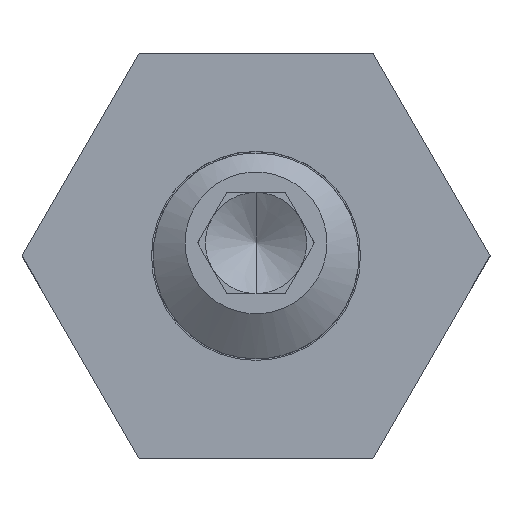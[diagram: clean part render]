
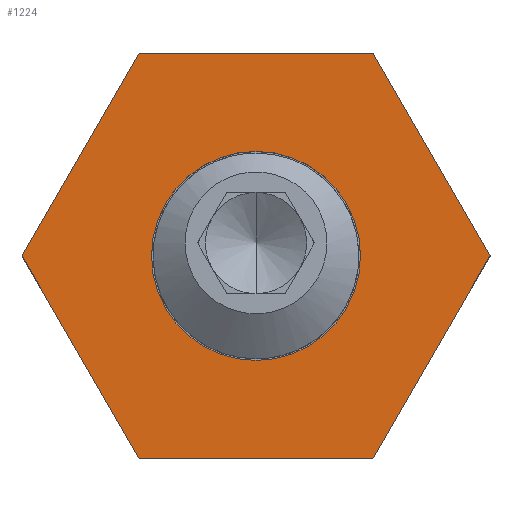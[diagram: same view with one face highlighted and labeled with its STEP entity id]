
A CAD part, top view. The second image highlights one B-rep face of the part: STEP entity #1224.
In plain terms, the highlighted planar face has unit normal (0, 0, 1).
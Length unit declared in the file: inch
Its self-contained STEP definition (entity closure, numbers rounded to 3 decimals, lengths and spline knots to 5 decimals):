
#2 = DIRECTION ( 'NONE',  ( 0., 0., -1. ) ) ;
#13 = VERTEX_POINT ( 'NONE', #123 ) ;
#16 = DIRECTION ( 'NONE',  ( -0.5, 0.866, 0. ) ) ;
#28 = CARTESIAN_POINT ( 'NONE',  ( -0.3605, 0., 0.18703 ) ) ;
#37 = VERTEX_POINT ( 'NONE', #1026 ) ;
#46 = EDGE_CURVE ( 'NONE', #37, #13, #557, .T. ) ;
#89 = ORIENTED_EDGE ( 'NONE', *, *, #351, .T. ) ;
#102 = LINE ( 'NONE', #217, #729 ) ;
#110 = VERTEX_POINT ( 'NONE', #434 ) ;
#111 = CARTESIAN_POINT ( 'NONE',  ( -0.18025, -0.3122, 0.18703 ) ) ;
#123 = CARTESIAN_POINT ( 'NONE',  ( 0.18025, 0.3122, 0.18703 ) ) ;
#130 = VERTEX_POINT ( 'NONE', #652 ) ;
#143 = FACE_BOUND ( 'NONE', #807, .T. ) ;
#154 = EDGE_CURVE ( 'NONE', #130, #643, #1039, .T. ) ;
#210 = LINE ( 'NONE', #1335, #466 ) ;
#217 = CARTESIAN_POINT ( 'NONE',  ( 0.18025, 0.3122, 0.18703 ) ) ;
#319 = LINE ( 'NONE', #1176, #1181 ) ;
#351 = EDGE_CURVE ( 'NONE', #819, #110, #888, .T. ) ;
#365 = AXIS2_PLACEMENT_3D ( 'NONE', #662, #2, #782 ) ;
#434 = CARTESIAN_POINT ( 'NONE',  ( -0.161, 0., 0.18703 ) ) ;
#454 = CARTESIAN_POINT ( 'NONE',  ( 0.18025, -0.3122, 0.18703 ) ) ;
#466 = VECTOR ( 'NONE', #757, 39.37008 ) ;
#476 = EDGE_CURVE ( 'NONE', #110, #819, #708, .T. ) ;
#480 = VERTEX_POINT ( 'NONE', #111 ) ;
#505 = DIRECTION ( 'NONE',  ( 0., 0., -1. ) ) ;
#514 = EDGE_CURVE ( 'NONE', #643, #480, #984, .T. ) ;
#557 = LINE ( 'NONE', #907, #1180 ) ;
#634 = ORIENTED_EDGE ( 'NONE', *, *, #154, .T. ) ;
#643 = VERTEX_POINT ( 'NONE', #1068 ) ;
#647 = DIRECTION ( 'NONE',  ( 0., 0., 1. ) ) ;
#652 = CARTESIAN_POINT ( 'NONE',  ( -0.18025, 0.3122, 0.18703 ) ) ;
#662 = CARTESIAN_POINT ( 'NONE',  ( 0., 0., 0.18703 ) ) ;
#667 = VECTOR ( 'NONE', #927, 39.37008 ) ;
#678 = VERTEX_POINT ( 'NONE', #454 ) ;
#688 = FACE_OUTER_BOUND ( 'NONE', #781, .T. ) ;
#699 = CARTESIAN_POINT ( 'NONE',  ( 0.161, 0., 0.18703 ) ) ;
#708 = CIRCLE ( 'NONE', #365, 0.161 ) ;
#729 = VECTOR ( 'NONE', #1008, 39.37008 ) ;
#740 = DIRECTION ( 'NONE',  ( -0.5, -0.866, 0. ) ) ;
#750 = AXIS2_PLACEMENT_3D ( 'NONE', #1115, #647, #1455 ) ;
#757 = DIRECTION ( 'NONE',  ( 0.5, 0.866, 0. ) ) ;
#781 = EDGE_LOOP ( 'NONE', ( #1465, #1153, #1448, #1113, #634, #1117 ) ) ;
#782 = DIRECTION ( 'NONE',  ( 1., 0., 0. ) ) ;
#807 = EDGE_LOOP ( 'NONE', ( #1204, #89 ) ) ;
#819 = VERTEX_POINT ( 'NONE', #699 ) ;
#876 = VECTOR ( 'NONE', #740, 39.37008 ) ;
#888 = CIRCLE ( 'NONE', #1338, 0.161 ) ;
#907 = CARTESIAN_POINT ( 'NONE',  ( 0.3605, 0., 0.18703 ) ) ;
#927 = DIRECTION ( 'NONE',  ( 0.5, -0.866, 0. ) ) ;
#933 = EDGE_CURVE ( 'NONE', #480, #678, #319, .T. ) ;
#984 = LINE ( 'NONE', #28, #667 ) ;
#1008 = DIRECTION ( 'NONE',  ( -1., 0., 0. ) ) ;
#1026 = CARTESIAN_POINT ( 'NONE',  ( 0.3605, 0., 0.18703 ) ) ;
#1039 = LINE ( 'NONE', #1431, #876 ) ;
#1068 = CARTESIAN_POINT ( 'NONE',  ( -0.3605, 0., 0.18703 ) ) ;
#1071 = DIRECTION ( 'NONE',  ( 1., 0., 0. ) ) ;
#1113 = ORIENTED_EDGE ( 'NONE', *, *, #1230, .T. ) ;
#1115 = CARTESIAN_POINT ( 'NONE',  ( 0., 0., 0.18703 ) ) ;
#1117 = ORIENTED_EDGE ( 'NONE', *, *, #514, .T. ) ;
#1131 = EDGE_CURVE ( 'NONE', #678, #37, #210, .T. ) ;
#1153 = ORIENTED_EDGE ( 'NONE', *, *, #1131, .T. ) ;
#1176 = CARTESIAN_POINT ( 'NONE',  ( -0.18025, -0.3122, 0.18703 ) ) ;
#1180 = VECTOR ( 'NONE', #16, 39.37008 ) ;
#1181 = VECTOR ( 'NONE', #1071, 39.37008 ) ;
#1190 = CARTESIAN_POINT ( 'NONE',  ( 0., 0., 0.18703 ) ) ;
#1204 = ORIENTED_EDGE ( 'NONE', *, *, #476, .T. ) ;
#1224 = ADVANCED_FACE ( 'NONE', ( #143, #688 ), #1344, .T. ) ;
#1230 = EDGE_CURVE ( 'NONE', #13, #130, #102, .T. ) ;
#1306 = DIRECTION ( 'NONE',  ( 1., 0., 0. ) ) ;
#1335 = CARTESIAN_POINT ( 'NONE',  ( 0.18025, -0.3122, 0.18703 ) ) ;
#1338 = AXIS2_PLACEMENT_3D ( 'NONE', #1190, #505, #1306 ) ;
#1344 = PLANE ( 'NONE',  #750 ) ;
#1431 = CARTESIAN_POINT ( 'NONE',  ( -0.18025, 0.3122, 0.18703 ) ) ;
#1448 = ORIENTED_EDGE ( 'NONE', *, *, #46, .T. ) ;
#1455 = DIRECTION ( 'NONE',  ( 1., 0., 0. ) ) ;
#1465 = ORIENTED_EDGE ( 'NONE', *, *, #933, .T. ) ;
